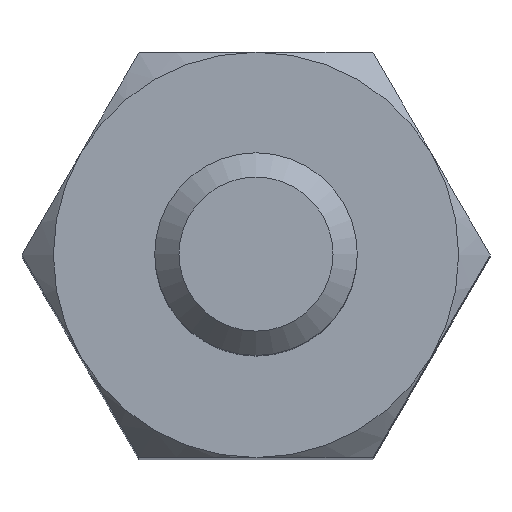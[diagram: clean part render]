
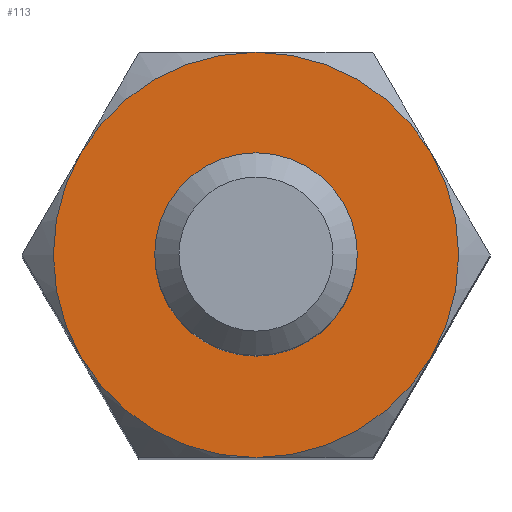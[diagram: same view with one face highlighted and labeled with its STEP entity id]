
A CAD part, top view. The second image highlights one B-rep face of the part: STEP entity #113.
In plain terms, the highlighted planar face has unit normal (0, 0, 1).
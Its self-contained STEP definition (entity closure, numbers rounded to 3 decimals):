
#113 = ADVANCED_FACE( '', ( #232, #233 ), #234, .T. );
#232 = FACE_BOUND( '', #344, .T. );
#233 = FACE_OUTER_BOUND( '', #345, .T. );
#234 = PLANE( '', #346 );
#344 = EDGE_LOOP( '', ( #565 ) );
#345 = EDGE_LOOP( '', ( #566, #567, #568, #569, #570, #571 ) );
#346 = AXIS2_PLACEMENT_3D( '', #572, #573, #574 );
#565 = ORIENTED_EDGE( '', *, *, #603, .T. );
#566 = ORIENTED_EDGE( '', *, *, #606, .F. );
#567 = ORIENTED_EDGE( '', *, *, #637, .F. );
#568 = ORIENTED_EDGE( '', *, *, #665, .F. );
#569 = ORIENTED_EDGE( '', *, *, #618, .T. );
#570 = ORIENTED_EDGE( '', *, *, #656, .F. );
#571 = ORIENTED_EDGE( '', *, *, #584, .F. );
#572 = CARTESIAN_POINT( '', ( 0., 0., 15. ) );
#573 = DIRECTION( '', ( 0., 0., 1. ) );
#574 = DIRECTION( '', ( 1., 0., 0. ) );
#584 = EDGE_CURVE( '', #668, #671, #672, .F. );
#603 = EDGE_CURVE( '', #704, #704, #705, .F. );
#606 = EDGE_CURVE( '', #707, #668, #710, .F. );
#618 = EDGE_CURVE( '', #678, #727, #728, .T. );
#637 = EDGE_CURVE( '', #751, #707, #753, .F. );
#656 = EDGE_CURVE( '', #671, #727, #774, .F. );
#665 = EDGE_CURVE( '', #678, #751, #784, .F. );
#668 = VERTEX_POINT( '', #787 );
#671 = VERTEX_POINT( '', #797 );
#672 = CIRCLE( '', #798, 2.5 );
#678 = VERTEX_POINT( '', #812 );
#704 = VERTEX_POINT( '', #863 );
#705 = CIRCLE( '', #864, 1.1 );
#707 = VERTEX_POINT( '', #866 );
#710 = CIRCLE( '', #874, 2.5 );
#727 = VERTEX_POINT( '', #908 );
#728 = CIRCLE( '', #909, 2.5 );
#751 = VERTEX_POINT( '', #982 );
#753 = CIRCLE( '', #989, 2.5 );
#774 = CIRCLE( '', #1029, 2.5 );
#784 = CIRCLE( '', #1053, 2.5 );
#787 = CARTESIAN_POINT( '', ( 0., -2.5, 15. ) );
#797 = CARTESIAN_POINT( '', ( -2.165, -1.25, 15. ) );
#798 = AXIS2_PLACEMENT_3D( '', #1055, #1056, #1057 );
#812 = CARTESIAN_POINT( '', ( 0., 2.5, 15. ) );
#863 = CARTESIAN_POINT( '', ( 1.1, 0., 15. ) );
#864 = AXIS2_PLACEMENT_3D( '', #1084, #1085, #1086 );
#866 = CARTESIAN_POINT( '', ( 2.165, -1.25, 15. ) );
#874 = AXIS2_PLACEMENT_3D( '', #1087, #1088, #1089 );
#908 = CARTESIAN_POINT( '', ( -2.165, 1.25, 15. ) );
#909 = AXIS2_PLACEMENT_3D( '', #1102, #1103, #1104 );
#982 = CARTESIAN_POINT( '', ( 2.165, 1.25, 15. ) );
#989 = AXIS2_PLACEMENT_3D( '', #1109, #1110, #1111 );
#1029 = AXIS2_PLACEMENT_3D( '', #1121, #1122, #1123 );
#1053 = AXIS2_PLACEMENT_3D( '', #1127, #1128, #1129 );
#1055 = CARTESIAN_POINT( '', ( 0., 0., 15. ) );
#1056 = DIRECTION( '', ( 0., 0., 1. ) );
#1057 = DIRECTION( '', ( 1., 0., 0. ) );
#1084 = CARTESIAN_POINT( '', ( 0., 0., 15. ) );
#1085 = DIRECTION( '', ( 0., 0., 1. ) );
#1086 = DIRECTION( '', ( 1., 0., 0. ) );
#1087 = CARTESIAN_POINT( '', ( 0., 0., 15. ) );
#1088 = DIRECTION( '', ( 0., 0., 1. ) );
#1089 = DIRECTION( '', ( 1., 0., 0. ) );
#1102 = CARTESIAN_POINT( '', ( 0., 0., 15. ) );
#1103 = DIRECTION( '', ( 0., 0., 1. ) );
#1104 = DIRECTION( '', ( 1., 0., 0. ) );
#1109 = CARTESIAN_POINT( '', ( 0., 0., 15. ) );
#1110 = DIRECTION( '', ( 0., 0., 1. ) );
#1111 = DIRECTION( '', ( 1., 0., 0. ) );
#1121 = CARTESIAN_POINT( '', ( 0., 0., 15. ) );
#1122 = DIRECTION( '', ( 0., 0., 1. ) );
#1123 = DIRECTION( '', ( 1., 0., 0. ) );
#1127 = CARTESIAN_POINT( '', ( 0., 0., 15. ) );
#1128 = DIRECTION( '', ( 0., 0., 1. ) );
#1129 = DIRECTION( '', ( 1., 0., 0. ) );
